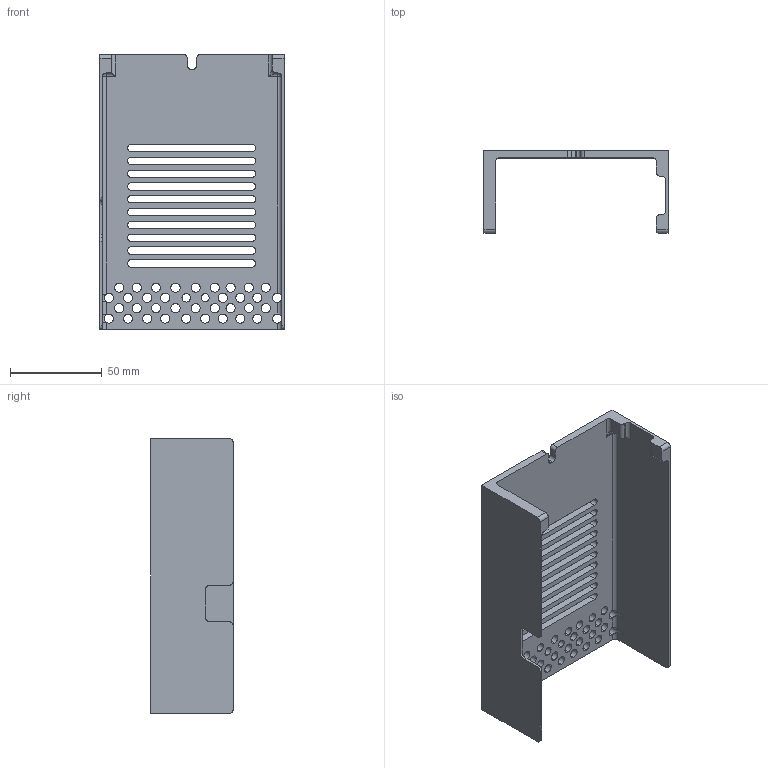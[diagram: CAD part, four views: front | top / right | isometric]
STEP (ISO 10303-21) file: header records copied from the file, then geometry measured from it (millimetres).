
FILE_DESCRIPTION (( 'STEP AP203' ), '1' );
FILE_NAME ('CacheAlimProjet.STEP', '2019-05-22T06:27:38', ( 'DGESII' ), ( 'DIP' ), 'SwSTEP 2.0', 'SolidWorks 2018', '' );
FILE_SCHEMA (( 'CONFIG_CONTROL_DESIGN' ));
Length unit declared in the file: millimetre
Products named in the file (1): CacheAlimProjet
Bounding box: 100.6 x 45 x 150 mm (x, y, z)
Volume: 66301.8 mm3; surface area: 57905.5 mm2
Topology: 1 solids, 1 shells, 220 faces, 651 edges, 426 vertices
Faces by surface type: cylinder 147, plane 68, bspline 3, sphere 2
Entity records: 7922 total; most frequent: CARTESIAN_POINT 1559, DIRECTION 1357, ORIENTED_EDGE 1296, EDGE_CURVE 648, AXIS2_PLACEMENT_3D 504, VERTEX_POINT 426, LINE 349, VECTOR 349
